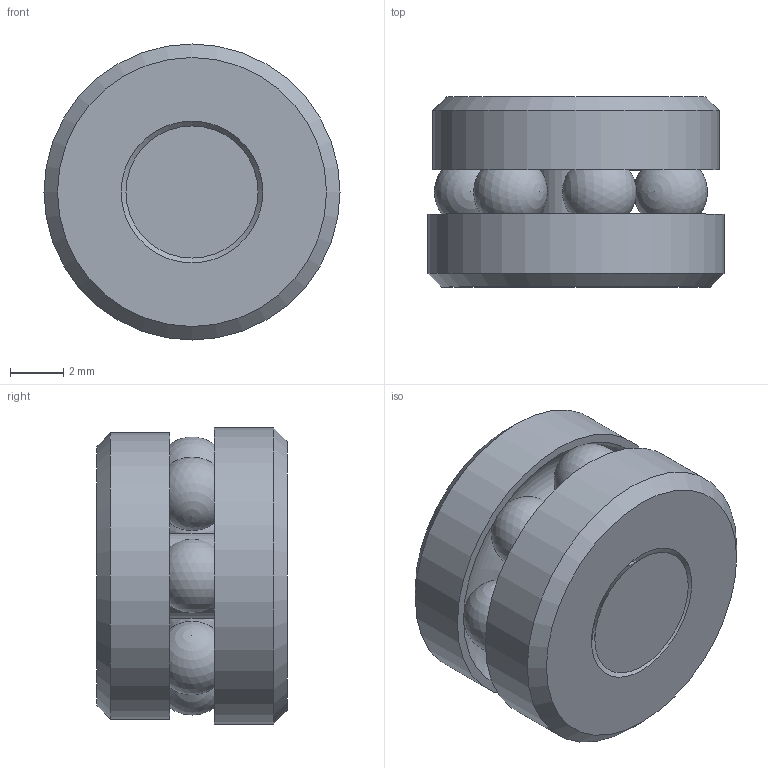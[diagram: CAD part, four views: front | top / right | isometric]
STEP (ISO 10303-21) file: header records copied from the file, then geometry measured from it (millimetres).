
FILE_DESCRIPTION (( 'STEP AP203' ), '1' );
FILE_NAME ('T-114RG_T-114RG-0007.step', '2016-02-04T15:34:07', ( '' ), ( '' ), 'SwSTEP 2.0', 'SolidWorks 2016', '' );
FILE_SCHEMA (( 'CONFIG_CONTROL_DESIGN' ));
Length unit declared in the file: inch
Products named in the file (1): T-114RG_T-114RG-0007
Bounding box: 11.11 x 7.14 x 11.11 mm (x, y, z)
Volume: 545.1 mm3; surface area: 865.5 mm2
Topology: 10 solids, 10 shells, 28 faces, 54 edges, 34 vertices
Faces by surface type: plane 8, sphere 7, cone 6, cylinder 5, torus 2
Full cylindrical faces by diameter (mm): 3.175 x1, 3.429 x2, 10.757 x1, 11.112 x1
Entity records: 553 total; most frequent: DIRECTION 98, CARTESIAN_POINT 69, AXIS2_PLACEMENT_3D 49, ORIENTED_EDGE 40, EDGE_LOOP 40, FACE_OUTER_BOUND 28, ADVANCED_FACE 28, VERTEX_POINT 20
